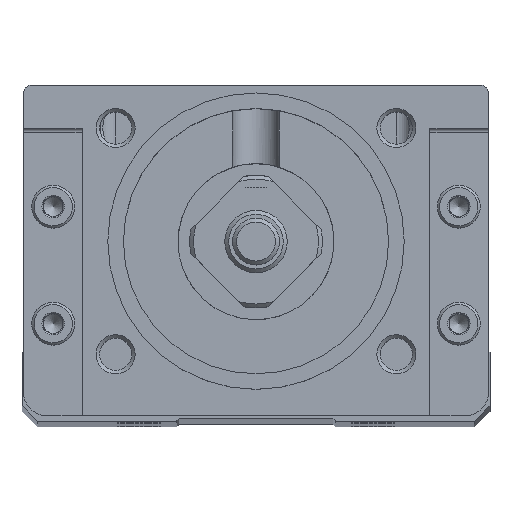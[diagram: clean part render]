
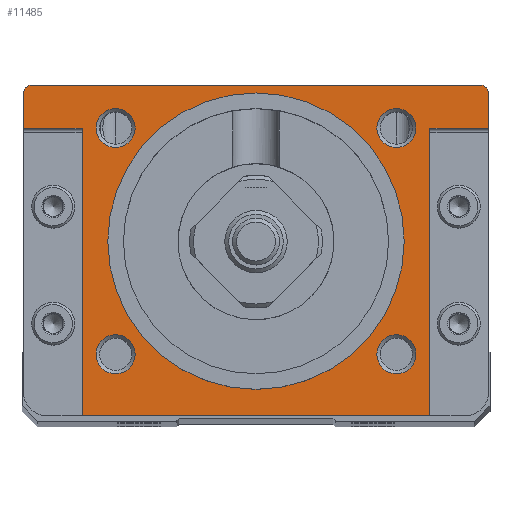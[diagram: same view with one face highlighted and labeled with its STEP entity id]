
A CAD part, top view. The second image highlights one B-rep face of the part: STEP entity #11485.
In plain terms, the highlighted face is planar.
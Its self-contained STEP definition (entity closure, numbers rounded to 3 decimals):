
#362=PLANE('',#12284);
#571=CIRCLE('',#11835,1.);
#575=CIRCLE('',#11843,1.);
#740=CIRCLE('',#12283,19.);
#741=CIRCLE('',#12285,2.5);
#742=CIRCLE('',#12286,2.5);
#743=CIRCLE('',#12287,2.5);
#744=CIRCLE('',#12288,2.5);
#2428=ORIENTED_EDGE('',*,*,#3612,.T.);
#2429=ORIENTED_EDGE('',*,*,#3608,.T.);
#2430=ORIENTED_EDGE('',*,*,#3603,.T.);
#2431=ORIENTED_EDGE('',*,*,#3897,.F.);
#2432=ORIENTED_EDGE('',*,*,#3893,.F.);
#2433=ORIENTED_EDGE('',*,*,#3414,.T.);
#2434=ORIENTED_EDGE('',*,*,#3884,.T.);
#2435=ORIENTED_EDGE('',*,*,#3888,.T.);
#2436=ORIENTED_EDGE('',*,*,#3597,.T.);
#2437=ORIENTED_EDGE('',*,*,#3594,.T.);
#2438=ORIENTED_EDGE('',*,*,#4059,.T.);
#2439=ORIENTED_EDGE('',*,*,#4060,.T.);
#2440=ORIENTED_EDGE('',*,*,#4061,.T.);
#2441=ORIENTED_EDGE('',*,*,#4062,.T.);
#2442=ORIENTED_EDGE('',*,*,#4058,.T.);
#3414=EDGE_CURVE('',#4590,#4591,#5369,.T.);
#3594=EDGE_CURVE('',#4712,#4713,#571,.F.);
#3597=EDGE_CURVE('',#4714,#4712,#5513,.T.);
#3603=EDGE_CURVE('',#4718,#4719,#5517,.T.);
#3608=EDGE_CURVE('',#4722,#4718,#575,.F.);
#3612=EDGE_CURVE('',#4713,#4722,#5522,.T.);
#3884=EDGE_CURVE('',#4591,#4905,#5680,.T.);
#3888=EDGE_CURVE('',#4905,#4714,#5683,.T.);
#3893=EDGE_CURVE('',#4590,#4910,#5686,.T.);
#3897=EDGE_CURVE('',#4910,#4719,#5689,.T.);
#4058=EDGE_CURVE('',#5020,#5020,#740,.T.);
#4059=EDGE_CURVE('',#5021,#5021,#741,.T.);
#4060=EDGE_CURVE('',#5022,#5022,#742,.T.);
#4061=EDGE_CURVE('',#5023,#5023,#743,.T.);
#4062=EDGE_CURVE('',#5024,#5024,#744,.T.);
#4590=VERTEX_POINT('',#15565);
#4591=VERTEX_POINT('',#15566);
#4712=VERTEX_POINT('',#15913);
#4713=VERTEX_POINT('',#15914);
#4714=VERTEX_POINT('',#15919);
#4718=VERTEX_POINT('',#15931);
#4719=VERTEX_POINT('',#15932);
#4722=VERTEX_POINT('',#15941);
#4905=VERTEX_POINT('',#16680);
#4910=VERTEX_POINT('',#16698);
#5020=VERTEX_POINT('',#17108);
#5021=VERTEX_POINT('',#17111);
#5022=VERTEX_POINT('',#17113);
#5023=VERTEX_POINT('',#17115);
#5024=VERTEX_POINT('',#17117);
#5369=LINE('',#15564,#6154);
#5513=LINE('',#15918,#6298);
#5517=LINE('',#15930,#6302);
#5522=LINE('',#15948,#6307);
#5680=LINE('',#16679,#6465);
#5683=LINE('',#16687,#6468);
#5686=LINE('',#16697,#6471);
#5689=LINE('',#16705,#6474);
#6154=VECTOR('',#12718,1000.);
#6298=VECTOR('',#13034,1000.);
#6302=VECTOR('',#13046,1000.);
#6307=VECTOR('',#13063,1000.);
#6465=VECTOR('',#13647,1000.);
#6468=VECTOR('',#13654,1000.);
#6471=VECTOR('',#13667,1000.);
#6474=VECTOR('',#13674,1000.);
#7381=EDGE_LOOP('',(#2428,#2429,#2430,#2431,#2432,#2433,#2434,#2435,#2436,
#2437));
#7382=EDGE_LOOP('',(#2438));
#7383=EDGE_LOOP('',(#2439));
#7384=EDGE_LOOP('',(#2440));
#7385=EDGE_LOOP('',(#2441));
#7386=EDGE_LOOP('',(#2442));
#8143=FACE_BOUND('',#7381,.T.);
#8144=FACE_BOUND('',#7382,.T.);
#8145=FACE_BOUND('',#7383,.T.);
#8146=FACE_BOUND('',#7384,.T.);
#8147=FACE_BOUND('',#7385,.T.);
#8148=FACE_BOUND('',#7386,.T.);
#11485=ADVANCED_FACE('',(#8143,#8144,#8145,#8146,#8147,#8148),#362,.F.);
#11835=AXIS2_PLACEMENT_3D('',#15912,#13028,#13029);
#11843=AXIS2_PLACEMENT_3D('',#15940,#13054,#13055);
#12283=AXIS2_PLACEMENT_3D('',#17107,#14183,#14184);
#12284=AXIS2_PLACEMENT_3D('',#17109,#14185,#14186);
#12285=AXIS2_PLACEMENT_3D('',#17110,#14187,#14188);
#12286=AXIS2_PLACEMENT_3D('',#17112,#14189,#14190);
#12287=AXIS2_PLACEMENT_3D('',#17114,#14191,#14192);
#12288=AXIS2_PLACEMENT_3D('',#17116,#14193,#14194);
#12718=DIRECTION('',(0.,0.,1.));
#13028=DIRECTION('',(1.,0.,0.));
#13029=DIRECTION('',(0.,0.,-1.));
#13034=DIRECTION('',(0.,1.,0.));
#13046=DIRECTION('',(0.,-1.,0.));
#13054=DIRECTION('',(1.,0.,0.));
#13055=DIRECTION('',(0.,0.,-1.));
#13063=DIRECTION('',(0.,0.,-1.));
#13647=DIRECTION('',(0.,1.,0.));
#13654=DIRECTION('',(0.,0.,1.));
#13667=DIRECTION('',(0.,1.,0.));
#13674=DIRECTION('',(0.,0.,-1.));
#14183=DIRECTION('',(1.,0.,0.));
#14184=DIRECTION('',(0.,0.,-1.));
#14185=DIRECTION('',(1.,0.,0.));
#14186=DIRECTION('',(0.,0.,-1.));
#14187=DIRECTION('',(1.,0.,0.));
#14188=DIRECTION('',(0.,0.,-1.));
#14189=DIRECTION('',(1.,0.,0.));
#14190=DIRECTION('',(0.,0.,-1.));
#14191=DIRECTION('',(1.,0.,0.));
#14192=DIRECTION('',(0.,0.,-1.));
#14193=DIRECTION('',(1.,0.,0.));
#14194=DIRECTION('',(0.,0.,-1.));
#15564=CARTESIAN_POINT('',(-58.,-22.3,26.8));
#15565=CARTESIAN_POINT('',(-58.,-22.3,-22.3));
#15566=CARTESIAN_POINT('',(-58.,-22.3,22.3));
#15912=CARTESIAN_POINT('',(-58.,19.,28.8));
#15913=CARTESIAN_POINT('',(-58.,19.,29.8));
#15914=CARTESIAN_POINT('',(-58.,20.,28.8));
#15918=CARTESIAN_POINT('',(-58.,19.,29.8));
#15919=CARTESIAN_POINT('',(-58.,14.5,29.8));
#15930=CARTESIAN_POINT('',(-58.,-19.3,-29.8));
#15931=CARTESIAN_POINT('',(-58.,19.,-29.8));
#15932=CARTESIAN_POINT('',(-58.,14.5,-29.8));
#15940=CARTESIAN_POINT('',(-58.,19.,-28.8));
#15941=CARTESIAN_POINT('',(-58.,20.,-28.8));
#15948=CARTESIAN_POINT('',(-58.,20.,-28.8));
#16679=CARTESIAN_POINT('',(-58.,14.,22.3));
#16680=CARTESIAN_POINT('',(-58.,14.5,22.3));
#16687=CARTESIAN_POINT('',(-58.,14.5,32.3));
#16697=CARTESIAN_POINT('',(-58.,14.,-22.3));
#16698=CARTESIAN_POINT('',(-58.,14.5,-22.3));
#16705=CARTESIAN_POINT('',(-58.,14.5,-32.3));
#17107=CARTESIAN_POINT('',(-58.,0.,0.));
#17108=CARTESIAN_POINT('',(-58.,0.,-19.));
#17109=CARTESIAN_POINT('',(-58.,19.,0.));
#17110=CARTESIAN_POINT('',(-58.,-14.5,-18.));
#17111=CARTESIAN_POINT('',(-58.,-14.5,-20.5));
#17112=CARTESIAN_POINT('',(-58.,14.5,-18.));
#17113=CARTESIAN_POINT('',(-58.,14.5,-20.5));
#17114=CARTESIAN_POINT('',(-58.,-14.5,18.));
#17115=CARTESIAN_POINT('',(-58.,-14.5,15.5));
#17116=CARTESIAN_POINT('',(-58.,14.5,18.));
#17117=CARTESIAN_POINT('',(-58.,14.5,15.5));
